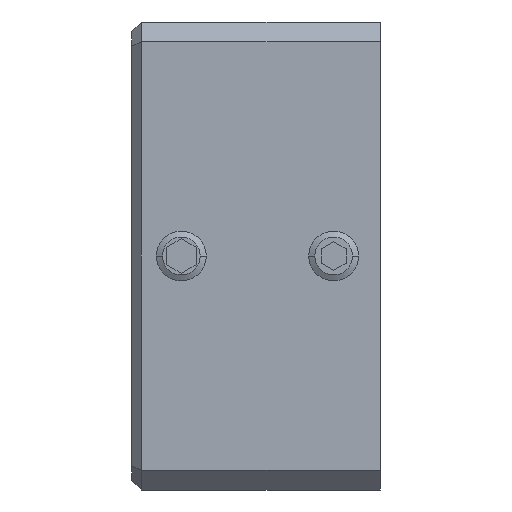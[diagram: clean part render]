
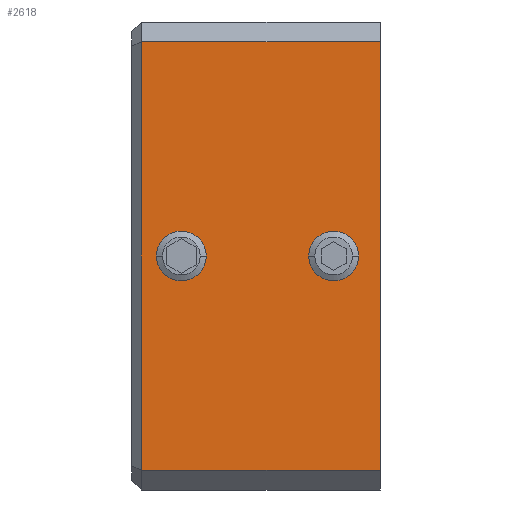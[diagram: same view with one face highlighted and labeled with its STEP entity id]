
A CAD part, front view. The second image highlights one B-rep face of the part: STEP entity #2618.
In plain terms, the highlighted face is planar.
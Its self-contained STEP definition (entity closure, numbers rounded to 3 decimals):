
#134 = VERTEX_POINT ( 'NONE', #395 ) ;
#151 = AXIS2_PLACEMENT_3D ( 'NONE', #859, #1993, #874 ) ;
#185 = DIRECTION ( 'NONE',  ( 0., -1., 0. ) ) ;
#210 = VECTOR ( 'NONE', #185, 1000. ) ;
#239 = LINE ( 'NONE', #507, #1911 ) ;
#241 = DIRECTION ( 'NONE',  ( 0., 0., 1. ) ) ;
#259 = CARTESIAN_POINT ( 'NONE',  ( 23.5, -23.5, 24. ) ) ;
#352 = VERTEX_POINT ( 'NONE', #1452 ) ;
#384 = EDGE_CURVE ( 'NONE', #3005, #134, #2990, .T. ) ;
#395 = CARTESIAN_POINT ( 'NONE',  ( 23.5, 0., 22.1 ) ) ;
#411 = DIRECTION ( 'NONE',  ( 0., 0., 1. ) ) ;
#507 = CARTESIAN_POINT ( 'NONE',  ( 23.5, -23.5, 0. ) ) ;
#546 = FACE_BOUND ( 'NONE', #3031, .T. ) ;
#635 = CARTESIAN_POINT ( 'NONE',  ( 23.5, 0., 20. ) ) ;
#656 = EDGE_CURVE ( 'NONE', #1045, #1577, #239, .T. ) ;
#696 = EDGE_LOOP ( 'NONE', ( #2161, #2731 ) ) ;
#705 = ORIENTED_EDGE ( 'NONE', *, *, #656, .T. ) ;
#761 = VECTOR ( 'NONE', #411, 1000. ) ;
#805 = VERTEX_POINT ( 'NONE', #2660 ) ;
#854 = PLANE ( 'NONE',  #1599 ) ;
#859 = CARTESIAN_POINT ( 'NONE',  ( 23.5, 0., 4.7 ) ) ;
#874 = DIRECTION ( 'NONE',  ( 0., 0., -1. ) ) ;
#875 = EDGE_CURVE ( 'NONE', #134, #3005, #3363, .T. ) ;
#921 = DIRECTION ( 'NONE',  ( 0., 0., -1. ) ) ;
#1045 = VERTEX_POINT ( 'NONE', #1531 ) ;
#1168 = ORIENTED_EDGE ( 'NONE', *, *, #3273, .F. ) ;
#1303 = CARTESIAN_POINT ( 'NONE',  ( 23.5, 21.5, 0. ) ) ;
#1359 = CIRCLE ( 'NONE', #3725, 2.1 ) ;
#1452 = CARTESIAN_POINT ( 'NONE',  ( 23.5, -21.5, 24. ) ) ;
#1466 = DIRECTION ( 'NONE',  ( 1., 0., 0. ) ) ;
#1531 = CARTESIAN_POINT ( 'NONE',  ( 23.5, -21.5, 0. ) ) ;
#1577 = VERTEX_POINT ( 'NONE', #1303 ) ;
#1599 = AXIS2_PLACEMENT_3D ( 'NONE', #2518, #2003, #241 ) ;
#1633 = DIRECTION ( 'NONE',  ( 0., 0., -1. ) ) ;
#1657 = FACE_BOUND ( 'NONE', #696, .T. ) ;
#1695 = FACE_OUTER_BOUND ( 'NONE', #3345, .T. ) ;
#1831 = EDGE_CURVE ( 'NONE', #2557, #805, #2336, .T. ) ;
#1843 = CARTESIAN_POINT ( 'NONE',  ( 23.5, 21.5, 25. ) ) ;
#1911 = VECTOR ( 'NONE', #2798, 1000. ) ;
#1993 = DIRECTION ( 'NONE',  ( 1., 0., 0. ) ) ;
#2003 = DIRECTION ( 'NONE',  ( -1., 0., 0. ) ) ;
#2031 = AXIS2_PLACEMENT_3D ( 'NONE', #635, #1466, #2649 ) ;
#2032 = CARTESIAN_POINT ( 'NONE',  ( 23.5, 0., 4.7 ) ) ;
#2161 = ORIENTED_EDGE ( 'NONE', *, *, #384, .F. ) ;
#2198 = LINE ( 'NONE', #2543, #3552 ) ;
#2311 = ORIENTED_EDGE ( 'NONE', *, *, #3507, .T. ) ;
#2320 = DIRECTION ( 'NONE',  ( 1., 0., 0. ) ) ;
#2336 = CIRCLE ( 'NONE', #151, 2.1 ) ;
#2417 = CARTESIAN_POINT ( 'NONE',  ( 23.5, 0., 17.9 ) ) ;
#2493 = CARTESIAN_POINT ( 'NONE',  ( 23.5, 21.5, 24. ) ) ;
#2518 = CARTESIAN_POINT ( 'NONE',  ( 23.5, -23.5, 25. ) ) ;
#2543 = CARTESIAN_POINT ( 'NONE',  ( 23.5, -21.5, 25. ) ) ;
#2557 = VERTEX_POINT ( 'NONE', #2856 ) ;
#2559 = EDGE_CURVE ( 'NONE', #3190, #352, #3425, .T. ) ;
#2618 = ADVANCED_FACE ( 'NONE', ( #546, #1695, #1657 ), #854, .F. ) ;
#2620 = ORIENTED_EDGE ( 'NONE', *, *, #2896, .T. ) ;
#2649 = DIRECTION ( 'NONE',  ( 0., 0., -1. ) ) ;
#2660 = CARTESIAN_POINT ( 'NONE',  ( 23.5, 0., 6.8 ) ) ;
#2729 = ORIENTED_EDGE ( 'NONE', *, *, #1831, .F. ) ;
#2731 = ORIENTED_EDGE ( 'NONE', *, *, #875, .F. ) ;
#2751 = LINE ( 'NONE', #1843, #761 ) ;
#2798 = DIRECTION ( 'NONE',  ( 0., 1., 0. ) ) ;
#2840 = ORIENTED_EDGE ( 'NONE', *, *, #2559, .T. ) ;
#2856 = CARTESIAN_POINT ( 'NONE',  ( 23.5, 0., 2.6 ) ) ;
#2863 = DIRECTION ( 'NONE',  ( 1., 0., 0. ) ) ;
#2896 = EDGE_CURVE ( 'NONE', #1577, #3190, #2751, .T. ) ;
#2990 = CIRCLE ( 'NONE', #2031, 2.1 ) ;
#3005 = VERTEX_POINT ( 'NONE', #2417 ) ;
#3031 = EDGE_LOOP ( 'NONE', ( #2729, #1168 ) ) ;
#3188 = DIRECTION ( 'NONE',  ( 0., 0., -1. ) ) ;
#3190 = VERTEX_POINT ( 'NONE', #2493 ) ;
#3239 = AXIS2_PLACEMENT_3D ( 'NONE', #3494, #2320, #921 ) ;
#3273 = EDGE_CURVE ( 'NONE', #805, #2557, #1359, .T. ) ;
#3345 = EDGE_LOOP ( 'NONE', ( #2620, #2840, #2311, #705 ) ) ;
#3363 = CIRCLE ( 'NONE', #3239, 2.1 ) ;
#3425 = LINE ( 'NONE', #259, #210 ) ;
#3494 = CARTESIAN_POINT ( 'NONE',  ( 23.5, 0., 20. ) ) ;
#3507 = EDGE_CURVE ( 'NONE', #352, #1045, #2198, .T. ) ;
#3552 = VECTOR ( 'NONE', #1633, 1000. ) ;
#3725 = AXIS2_PLACEMENT_3D ( 'NONE', #2032, #2863, #3188 ) ;
